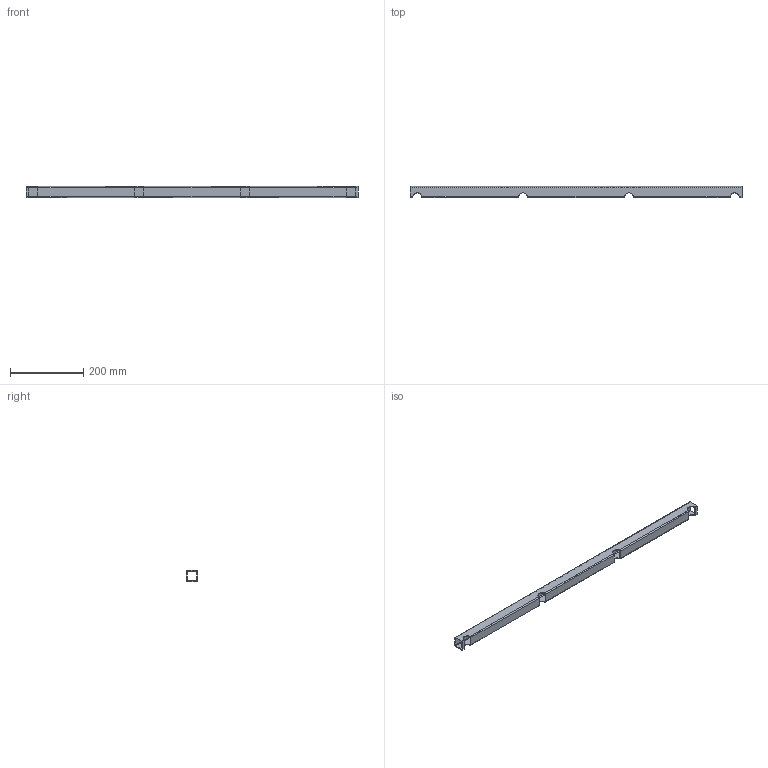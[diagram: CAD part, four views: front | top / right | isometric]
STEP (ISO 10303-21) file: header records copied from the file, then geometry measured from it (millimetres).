
FILE_DESCRIPTION (( 'STEP AP203' ), '1' );
FILE_NAME ('ÒÏ.016.02.01.01.01 - Íèæíÿÿ áàëêà ãóñåíèöû (ÏÒÐ 30õ30).STEP', '2021-08-24T14:28:09', ( '' ), ( '' ), 'SwSTEP 2.0', 'SolidWorks 2018', '' );
FILE_SCHEMA (( 'CONFIG_CONTROL_DESIGN' ));
Length unit declared in the file: millimetre
Products named in the file (2): ÒÏ.016.02.01.01.01 - Íèæíÿÿ áàëêà ãóñåíèöû (ÏÒÐ 30õ30)
Bounding box: 904.98 x 30 x 30 mm (x, y, z)
Volume: 189943.7 mm3; surface area: 187748.7 mm2
Topology: 1 solids, 1 shells, 46 faces, 144 edges, 96 vertices
Faces by surface type: cylinder 28, plane 18
Entity records: 2223 total; most frequent: CARTESIAN_POINT 800, ORIENTED_EDGE 288, DIRECTION 240, EDGE_CURVE 144, VERTEX_POINT 96, VECTOR 80, LINE 80, AXIS2_PLACEMENT_3D 80
